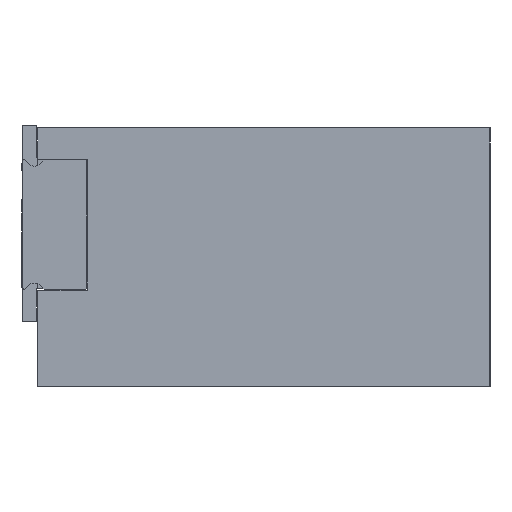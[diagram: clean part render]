
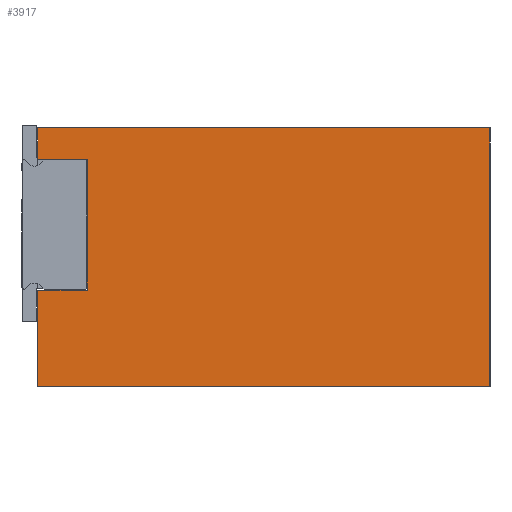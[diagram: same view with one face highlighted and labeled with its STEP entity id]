
A CAD part, left-side view. The second image highlights one B-rep face of the part: STEP entity #3917.
In plain terms, the highlighted planar face has unit normal (-1, 0, 0).
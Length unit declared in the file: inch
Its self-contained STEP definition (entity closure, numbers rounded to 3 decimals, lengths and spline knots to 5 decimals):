
#513 = CARTESIAN_POINT ( 'NONE',  ( 0., 0., 0.99 ) ) ;
#591 = DIRECTION ( 'NONE',  ( 0., 0., -1. ) ) ;
#956 = VERTEX_POINT ( 'NONE', #12796 ) ;
#959 = VECTOR ( 'NONE', #16622, 39.37008 ) ;
#981 = EDGE_CURVE ( 'NONE', #2847, #13886, #10849, .T. ) ;
#1631 = DIRECTION ( 'NONE',  ( 0., 1., 0. ) ) ;
#1857 = EDGE_CURVE ( 'NONE', #16657, #956, #9207, .T. ) ;
#1874 = DIRECTION ( 'NONE',  ( 0., 0., -1. ) ) ;
#2066 = DIRECTION ( 'NONE',  ( 0., 0., -1. ) ) ;
#2199 = EDGE_LOOP ( 'NONE', ( #15138, #5207, #8327, #6336, #7722, #6703, #16047, #10488 ) ) ;
#2839 = CARTESIAN_POINT ( 'NONE',  ( 0., 1.54, 0.37 ) ) ;
#2847 = VERTEX_POINT ( 'NONE', #3363 ) ;
#3014 = LINE ( 'NONE', #11486, #16640 ) ;
#3363 = CARTESIAN_POINT ( 'NONE',  ( 0., 0., 0.99 ) ) ;
#3578 = DIRECTION ( 'NONE',  ( 0., -1., 0. ) ) ;
#3763 = DIRECTION ( 'NONE',  ( 0., 0., 1. ) ) ;
#3917 = ADVANCED_FACE ( 'NONE', ( #5630 ), #14928, .F. ) ;
#4171 = CARTESIAN_POINT ( 'NONE',  ( 0., 1.54, 0.37 ) ) ;
#4324 = DIRECTION ( 'NONE',  ( 1., 0., 0. ) ) ;
#4329 = CARTESIAN_POINT ( 'NONE',  ( 0., 1.73, 0.871 ) ) ;
#4631 = VERTEX_POINT ( 'NONE', #14333 ) ;
#5151 = CARTESIAN_POINT ( 'NONE',  ( 0., 1.54, 0.871 ) ) ;
#5207 = ORIENTED_EDGE ( 'NONE', *, *, #10987, .T. ) ;
#5332 = DIRECTION ( 'NONE',  ( 0., 0., -1. ) ) ;
#5630 = FACE_OUTER_BOUND ( 'NONE', #2199, .T. ) ;
#5679 = LINE ( 'NONE', #5151, #17077 ) ;
#6336 = ORIENTED_EDGE ( 'NONE', *, *, #10641, .T. ) ;
#6581 = EDGE_CURVE ( 'NONE', #4631, #10373, #16977, .T. ) ;
#6703 = ORIENTED_EDGE ( 'NONE', *, *, #12452, .F. ) ;
#7049 = CARTESIAN_POINT ( 'NONE',  ( 0., 1.54, 0.37 ) ) ;
#7542 = CARTESIAN_POINT ( 'NONE',  ( 0., 1.73, 0. ) ) ;
#7569 = VECTOR ( 'NONE', #5332, 39.37008 ) ;
#7675 = VECTOR ( 'NONE', #591, 39.37008 ) ;
#7722 = ORIENTED_EDGE ( 'NONE', *, *, #981, .F. ) ;
#7965 = LINE ( 'NONE', #11244, #9240 ) ;
#8327 = ORIENTED_EDGE ( 'NONE', *, *, #11485, .T. ) ;
#8506 = CARTESIAN_POINT ( 'NONE',  ( 0., 1.73, 0.99 ) ) ;
#8596 = VECTOR ( 'NONE', #1631, 39.37008 ) ;
#9207 = LINE ( 'NONE', #7049, #10214 ) ;
#9240 = VECTOR ( 'NONE', #2066, 39.37008 ) ;
#10063 = VERTEX_POINT ( 'NONE', #10073 ) ;
#10073 = CARTESIAN_POINT ( 'NONE',  ( 0., 1.73, 0.37 ) ) ;
#10214 = VECTOR ( 'NONE', #3763, 39.37008 ) ;
#10373 = VERTEX_POINT ( 'NONE', #4329 ) ;
#10405 = AXIS2_PLACEMENT_3D ( 'NONE', #513, #4324, #1874 ) ;
#10488 = ORIENTED_EDGE ( 'NONE', *, *, #12107, .F. ) ;
#10641 = EDGE_CURVE ( 'NONE', #10823, #13886, #13741, .T. ) ;
#10823 = VERTEX_POINT ( 'NONE', #7542 ) ;
#10849 = LINE ( 'NONE', #13082, #7569 ) ;
#10987 = EDGE_CURVE ( 'NONE', #16657, #10063, #13336, .T. ) ;
#11244 = CARTESIAN_POINT ( 'NONE',  ( 0., 1.73, 0.99 ) ) ;
#11485 = EDGE_CURVE ( 'NONE', #10063, #10823, #7965, .T. ) ;
#11486 = CARTESIAN_POINT ( 'NONE',  ( 0., 0., 0.99 ) ) ;
#12107 = EDGE_CURVE ( 'NONE', #956, #10373, #5679, .T. ) ;
#12452 = EDGE_CURVE ( 'NONE', #4631, #2847, #3014, .T. ) ;
#12796 = CARTESIAN_POINT ( 'NONE',  ( 0., 1.54, 0.871 ) ) ;
#12922 = CARTESIAN_POINT ( 'NONE',  ( 0., 0., 0. ) ) ;
#13082 = CARTESIAN_POINT ( 'NONE',  ( 0., 0., 0.99 ) ) ;
#13224 = CARTESIAN_POINT ( 'NONE',  ( 0., 0., 0. ) ) ;
#13336 = LINE ( 'NONE', #4171, #8596 ) ;
#13741 = LINE ( 'NONE', #12922, #959 ) ;
#13886 = VERTEX_POINT ( 'NONE', #13224 ) ;
#14333 = CARTESIAN_POINT ( 'NONE',  ( 0., 1.73, 0.99 ) ) ;
#14412 = DIRECTION ( 'NONE',  ( 0., 1., 0. ) ) ;
#14928 = PLANE ( 'NONE',  #10405 ) ;
#15138 = ORIENTED_EDGE ( 'NONE', *, *, #1857, .F. ) ;
#16047 = ORIENTED_EDGE ( 'NONE', *, *, #6581, .T. ) ;
#16622 = DIRECTION ( 'NONE',  ( 0., -1., 0. ) ) ;
#16640 = VECTOR ( 'NONE', #3578, 39.37008 ) ;
#16657 = VERTEX_POINT ( 'NONE', #2839 ) ;
#16977 = LINE ( 'NONE', #8506, #7675 ) ;
#17077 = VECTOR ( 'NONE', #14412, 39.37008 ) ;
